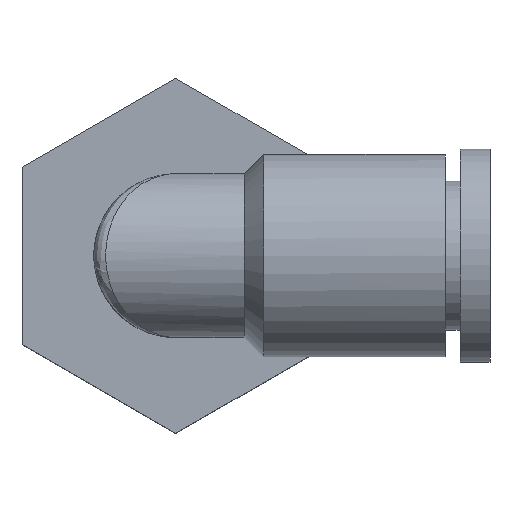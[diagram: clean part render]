
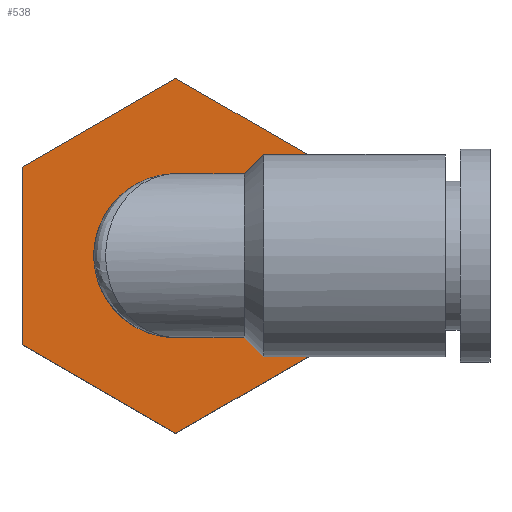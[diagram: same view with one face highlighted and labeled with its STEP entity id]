
A CAD part, top view. The second image highlights one B-rep face of the part: STEP entity #538.
In plain terms, the highlighted planar face has unit normal (0, 0, 1).
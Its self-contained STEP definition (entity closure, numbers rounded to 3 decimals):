
#24=LINE('',#781,#42);
#28=LINE('',#789,#46);
#31=LINE('',#795,#49);
#34=LINE('',#801,#52);
#37=LINE('',#807,#55);
#39=LINE('',#810,#57);
#42=VECTOR('',#657,1000.);
#46=VECTOR('',#663,1000.);
#49=VECTOR('',#668,1000.);
#52=VECTOR('',#673,1000.);
#55=VECTOR('',#678,1000.);
#57=VECTOR('',#682,1000.);
#72=PLANE('',#586);
#135=ORIENTED_EDGE('',*,*,#173,.F.);
#136=ORIENTED_EDGE('',*,*,#185,.T.);
#137=ORIENTED_EDGE('',*,*,#189,.T.);
#138=ORIENTED_EDGE('',*,*,#192,.T.);
#139=ORIENTED_EDGE('',*,*,#195,.T.);
#140=ORIENTED_EDGE('',*,*,#198,.T.);
#141=ORIENTED_EDGE('',*,*,#200,.T.);
#173=EDGE_CURVE('',#213,#213,#242,.F.);
#185=EDGE_CURVE('',#224,#223,#24,.T.);
#189=EDGE_CURVE('',#223,#226,#28,.T.);
#192=EDGE_CURVE('',#226,#228,#31,.T.);
#195=EDGE_CURVE('',#228,#230,#34,.T.);
#198=EDGE_CURVE('',#230,#232,#37,.T.);
#200=EDGE_CURVE('',#232,#224,#39,.T.);
#213=VERTEX_POINT('',#750);
#223=VERTEX_POINT('',#780);
#224=VERTEX_POINT('',#782);
#226=VERTEX_POINT('',#788);
#228=VERTEX_POINT('',#794);
#230=VERTEX_POINT('',#800);
#232=VERTEX_POINT('',#806);
#242=CIRCLE('',#568,2.75);
#275=EDGE_LOOP('',(#135));
#276=EDGE_LOOP('',(#136,#137,#138,#139,#140,#141));
#316=FACE_BOUND('',#275,.T.);
#317=FACE_BOUND('',#276,.T.);
#538=ADVANCED_FACE('',(#316,#317),#72,.T.);
#568=AXIS2_PLACEMENT_3D('',#749,#629,#630);
#586=AXIS2_PLACEMENT_3D('',#811,#683,#684);
#629=DIRECTION('',(0.,0.,-1.));
#630=DIRECTION('',(0.866,-0.5,0.));
#657=DIRECTION('',(0.,-1.,0.));
#663=DIRECTION('',(0.866,-0.5,0.));
#668=DIRECTION('',(0.866,0.5,0.));
#673=DIRECTION('',(0.,1.,0.));
#678=DIRECTION('',(-0.866,0.5,0.));
#682=DIRECTION('',(-0.866,-0.5,0.));
#683=DIRECTION('',(0.,0.,1.));
#684=DIRECTION('',(1.,0.,0.));
#749=CARTESIAN_POINT('',(0.,0.,-3.8));
#750=CARTESIAN_POINT('',(2.382,-1.375,-3.8));
#780=CARTESIAN_POINT('',(-5.16,-2.979,-3.8));
#781=CARTESIAN_POINT('',(-5.16,2.979,-3.8));
#782=CARTESIAN_POINT('',(-5.16,2.979,-3.8));
#788=CARTESIAN_POINT('',(0.,-5.958,-3.8));
#789=CARTESIAN_POINT('',(-5.16,-2.979,-3.8));
#794=CARTESIAN_POINT('',(5.16,-2.979,-3.8));
#795=CARTESIAN_POINT('',(0.,-5.958,-3.8));
#800=CARTESIAN_POINT('',(5.16,2.979,-3.8));
#801=CARTESIAN_POINT('',(5.16,-2.979,-3.8));
#806=CARTESIAN_POINT('',(0.,5.958,-3.8));
#807=CARTESIAN_POINT('',(5.16,2.979,-3.8));
#810=CARTESIAN_POINT('',(0.,5.958,-3.8));
#811=CARTESIAN_POINT('',(0.,0.,-3.8));
